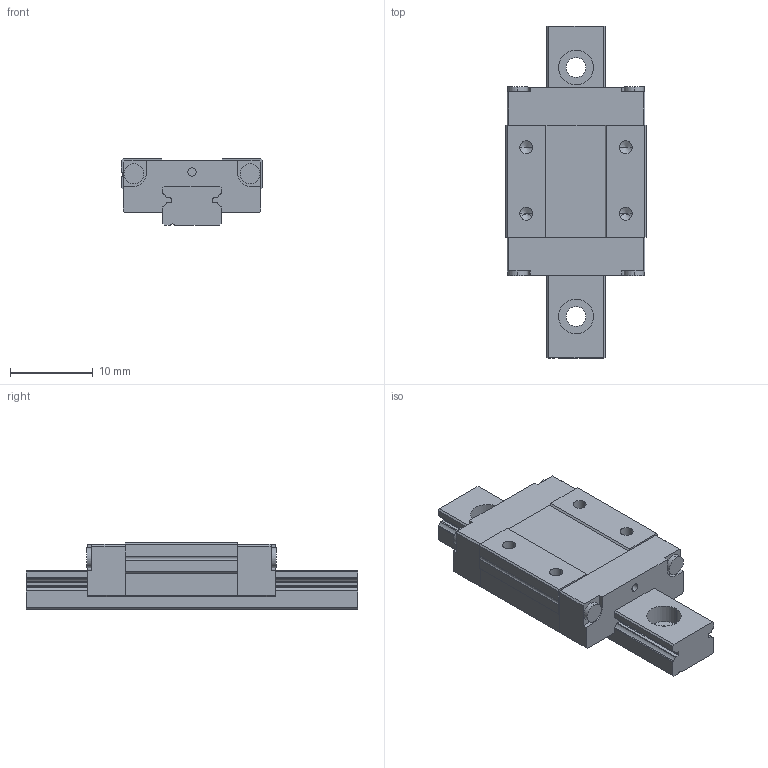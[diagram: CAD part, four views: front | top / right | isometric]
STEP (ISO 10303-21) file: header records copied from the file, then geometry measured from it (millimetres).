
FILE_DESCRIPTION (( 'STEP AP203' ), '1' );
FILE_NAME ('SBM 07.STEP', '2014-11-21T05:44:19', ( 'star' ), ( '' ), 'SwSTEP 2.0', 'SolidWorks 2013', '' );
FILE_SCHEMA (( 'CONFIG_CONTROL_DESIGN' ));
Length unit declared in the file: millimetre
Products named in the file (4): SBM 07_01; SBM 07_02; SBM 07; SBM 07_03
Assembly tree (4 placements, depth 2):
  SBM 07
    SBM 07_02
    SBM 07_03  x2
    SBM 07_01
Bounding box: 17 x 40 x 8 mm (x, y, z)
Volume: 2978.4 mm3; surface area: 3163.7 mm2
Topology: 4 solids, 4 shells, 257 faces, 698 edges, 452 vertices
Faces by surface type: plane 123, cylinder 118, cone 16
Entity records: 6526 total; most frequent: DIRECTION 1098, CARTESIAN_POINT 1056, ORIENTED_EDGE 1028, EDGE_CURVE 514, AXIS2_PLACEMENT_3D 382, VERTEX_POINT 340, VECTOR 334, LINE 334
